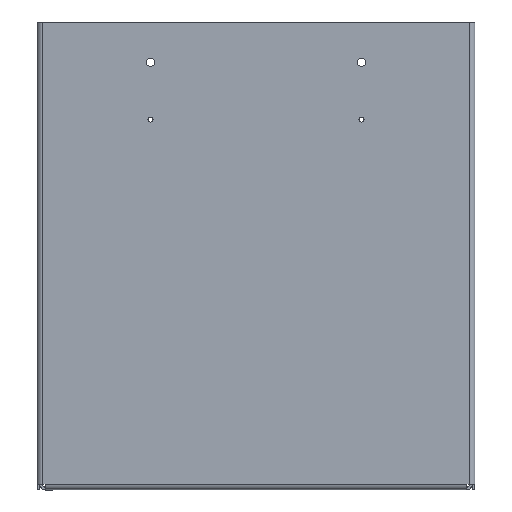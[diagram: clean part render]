
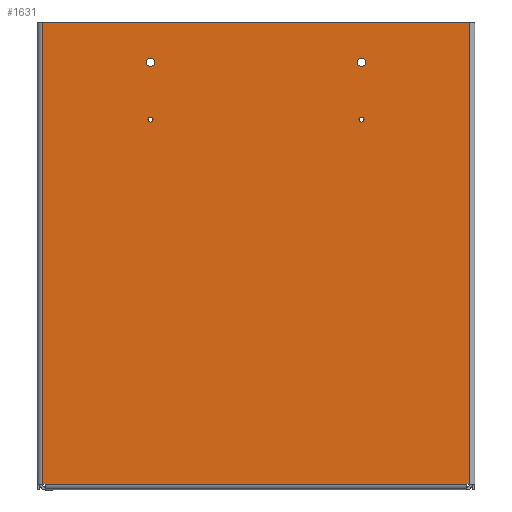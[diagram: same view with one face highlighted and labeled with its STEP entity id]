
A CAD part, top view. The second image highlights one B-rep face of the part: STEP entity #1631.
In plain terms, the highlighted planar face has unit normal (0, 0, 1).
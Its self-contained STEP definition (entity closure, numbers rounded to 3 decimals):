
#92=FACE_BOUND('',#519,.T.);
#93=FACE_BOUND('',#520,.T.);
#94=FACE_BOUND('',#521,.T.);
#95=FACE_BOUND('',#522,.T.);
#96=FACE_BOUND('',#523,.T.);
#114=CIRCLE('',#1665,2.5);
#116=CIRCLE('',#1668,1.5);
#118=CIRCLE('',#1671,1.5);
#120=CIRCLE('',#1674,2.5);
#519=EDGE_LOOP('',(#1480));
#520=EDGE_LOOP('',(#1481));
#521=EDGE_LOOP('',(#1482));
#522=EDGE_LOOP('',(#1483));
#523=EDGE_LOOP('',(#1484,#1485,#1486,#1487,#1488,#1489));
#611=LINE('',#2553,#737);
#620=LINE('',#2573,#746);
#626=LINE('',#2588,#752);
#633=LINE('',#2608,#759);
#644=LINE('',#2634,#770);
#649=LINE('',#2644,#775);
#737=VECTOR('',#2118,250.75);
#746=VECTOR('',#2143,1.687);
#752=VECTOR('',#2159,275.);
#759=VECTOR('',#2182,1.688);
#770=VECTOR('',#2213,275.);
#775=VECTOR('',#2228,254.125);
#801=VERTEX_POINT('',#2299);
#803=VERTEX_POINT('',#2304);
#805=VERTEX_POINT('',#2309);
#807=VERTEX_POINT('',#2314);
#888=VERTEX_POINT('',#2545);
#890=VERTEX_POINT('',#2551);
#893=VERTEX_POINT('',#2572);
#897=VERTEX_POINT('',#2587);
#901=VERTEX_POINT('',#2599);
#907=VERTEX_POINT('',#2632);
#937=EDGE_CURVE('',#801,#801,#114,.T.);
#939=EDGE_CURVE('',#803,#803,#116,.T.);
#941=EDGE_CURVE('',#805,#805,#118,.T.);
#943=EDGE_CURVE('',#807,#807,#120,.T.);
#1054=EDGE_CURVE('',#888,#890,#611,.T.);
#1064=EDGE_CURVE('',#893,#888,#620,.T.);
#1072=EDGE_CURVE('',#897,#893,#626,.T.);
#1083=EDGE_CURVE('',#890,#901,#633,.T.);
#1096=EDGE_CURVE('',#901,#907,#644,.T.);
#1101=EDGE_CURVE('',#897,#907,#649,.T.);
#1480=ORIENTED_EDGE('',*,*,#937,.T.);
#1481=ORIENTED_EDGE('',*,*,#939,.T.);
#1482=ORIENTED_EDGE('',*,*,#941,.T.);
#1483=ORIENTED_EDGE('',*,*,#943,.T.);
#1484=ORIENTED_EDGE('',*,*,#1064,.T.);
#1485=ORIENTED_EDGE('',*,*,#1054,.T.);
#1486=ORIENTED_EDGE('',*,*,#1083,.T.);
#1487=ORIENTED_EDGE('',*,*,#1096,.T.);
#1488=ORIENTED_EDGE('',*,*,#1101,.F.);
#1489=ORIENTED_EDGE('',*,*,#1072,.T.);
#1543=PLANE('',#1790);
#1631=ADVANCED_FACE('',(#92,#93,#94,#95,#96),#1543,.T.);
#1665=AXIS2_PLACEMENT_3D('',#2300,#1865,#1866);
#1668=AXIS2_PLACEMENT_3D('',#2305,#1871,#1872);
#1671=AXIS2_PLACEMENT_3D('',#2310,#1877,#1878);
#1674=AXIS2_PLACEMENT_3D('',#2315,#1883,#1884);
#1790=AXIS2_PLACEMENT_3D('',#2645,#2229,#2230);
#1865=DIRECTION('center_axis',(0.,0.,-1.));
#1866=DIRECTION('ref_axis',(-1.,0.,0.));
#1871=DIRECTION('center_axis',(0.,0.,-1.));
#1872=DIRECTION('ref_axis',(-1.,0.,0.));
#1877=DIRECTION('center_axis',(0.,0.,-1.));
#1878=DIRECTION('ref_axis',(-1.,0.,0.));
#1883=DIRECTION('center_axis',(0.,0.,-1.));
#1884=DIRECTION('ref_axis',(-1.,0.,0.));
#2118=DIRECTION('',(1.,0.,0.));
#2143=DIRECTION('',(1.,0.,0.));
#2159=DIRECTION('',(0.,-1.,0.));
#2182=DIRECTION('',(1.,0.,0.));
#2213=DIRECTION('',(0.,1.,0.));
#2228=DIRECTION('',(1.,0.,0.));
#2229=DIRECTION('center_axis',(0.,0.,1.));
#2230=DIRECTION('ref_axis',(1.,0.,0.));
#2299=CARTESIAN_POINT('',(-60.25,115.088,1.588));
#2300=CARTESIAN_POINT('Origin',(-62.75,115.088,1.588));
#2304=CARTESIAN_POINT('',(-61.25,81.088,1.588));
#2305=CARTESIAN_POINT('Origin',(-62.75,81.088,1.588));
#2309=CARTESIAN_POINT('',(64.25,81.088,1.588));
#2310=CARTESIAN_POINT('Origin',(62.75,81.088,1.588));
#2314=CARTESIAN_POINT('',(65.25,115.088,1.588));
#2315=CARTESIAN_POINT('Origin',(62.75,115.088,1.588));
#2545=CARTESIAN_POINT('',(-125.375,-135.913,1.588));
#2551=CARTESIAN_POINT('',(125.375,-135.913,1.588));
#2553=CARTESIAN_POINT('',(-63.531,-135.913,1.588));
#2572=CARTESIAN_POINT('',(-127.063,-135.913,1.588));
#2573=CARTESIAN_POINT('',(-63.531,-135.913,1.588));
#2587=CARTESIAN_POINT('',(-127.063,139.088,1.588));
#2588=CARTESIAN_POINT('',(-127.063,69.544,1.588));
#2599=CARTESIAN_POINT('',(127.063,-135.913,1.588));
#2608=CARTESIAN_POINT('',(-63.531,-135.913,1.588));
#2632=CARTESIAN_POINT('',(127.063,139.088,1.588));
#2634=CARTESIAN_POINT('',(127.063,-69.544,1.588));
#2644=CARTESIAN_POINT('',(-128.65,139.088,1.588));
#2645=CARTESIAN_POINT('Origin',(0.,0.,
1.588));
